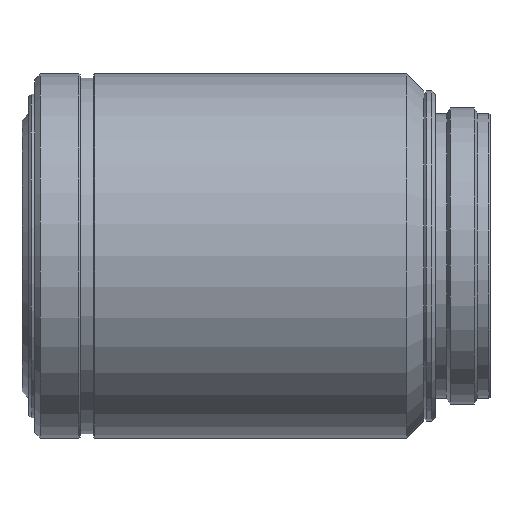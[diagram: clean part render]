
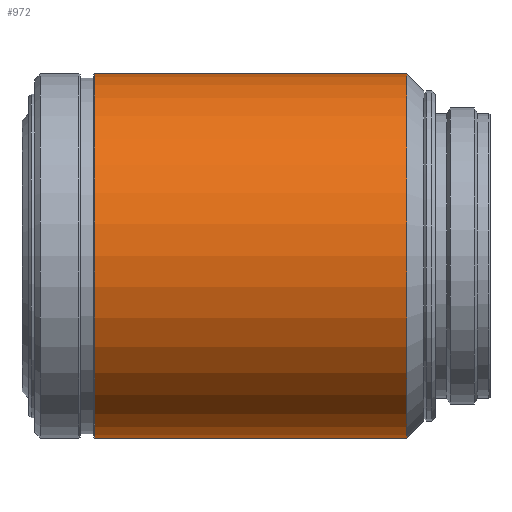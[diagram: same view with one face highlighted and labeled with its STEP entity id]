
A CAD part, top view. The second image highlights one B-rep face of the part: STEP entity #972.
In plain terms, the highlighted cylindrical face has radius 16 mm (diameter 32 mm), a partial arc.
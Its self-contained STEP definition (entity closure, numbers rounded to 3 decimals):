
#14 = EDGE_LOOP ( 'NONE', ( #1092, #56, #709, #503 ) ) ;
#41 = AXIS2_PLACEMENT_3D ( 'NONE', #767, #1017, #1023 ) ;
#56 = ORIENTED_EDGE ( 'NONE', *, *, #1457, .F. ) ;
#79 = CARTESIAN_POINT ( 'NONE',  ( 17.46, 16., 0. ) ) ;
#107 = VERTEX_POINT ( 'NONE', #1005 ) ;
#132 = VERTEX_POINT ( 'NONE', #763 ) ;
#153 = VERTEX_POINT ( 'NONE', #937 ) ;
#191 = DIRECTION ( 'NONE',  ( 0., 1., 0. ) ) ;
#300 = CARTESIAN_POINT ( 'NONE',  ( -9.94, 0., 0. ) ) ;
#427 = FACE_OUTER_BOUND ( 'NONE', #14, .T. ) ;
#452 = DIRECTION ( 'NONE',  ( 1., 0., 0. ) ) ;
#479 = VERTEX_POINT ( 'NONE', #79 ) ;
#486 = EDGE_CURVE ( 'NONE', #107, #479, #564, .T. ) ;
#503 = ORIENTED_EDGE ( 'NONE', *, *, #990, .T. ) ;
#519 = AXIS2_PLACEMENT_3D ( 'NONE', #1472, #669, #933 ) ;
#520 = EDGE_CURVE ( 'NONE', #132, #153, #557, .T. ) ;
#549 = DIRECTION ( 'NONE',  ( 1., 0., 0. ) ) ;
#557 = LINE ( 'NONE', #1001, #769 ) ;
#564 = LINE ( 'NONE', #910, #964 ) ;
#639 = CIRCLE ( 'NONE', #519, 16. ) ;
#669 = DIRECTION ( 'NONE',  ( 1., 0., 0. ) ) ;
#709 = ORIENTED_EDGE ( 'NONE', *, *, #486, .F. ) ;
#763 = CARTESIAN_POINT ( 'NONE',  ( -9.94, -16., 0. ) ) ;
#767 = CARTESIAN_POINT ( 'NONE',  ( 3.76, 0., 0. ) ) ;
#769 = VECTOR ( 'NONE', #778, 1000. ) ;
#777 = CYLINDRICAL_SURFACE ( 'NONE', #41, 16. ) ;
#778 = DIRECTION ( 'NONE',  ( 1., 0., 0. ) ) ;
#845 = CIRCLE ( 'NONE', #1230, 16. ) ;
#910 = CARTESIAN_POINT ( 'NONE',  ( 3.76, 16., 0. ) ) ;
#933 = DIRECTION ( 'NONE',  ( 0., 1., 0. ) ) ;
#937 = CARTESIAN_POINT ( 'NONE',  ( 17.46, -16., 0. ) ) ;
#964 = VECTOR ( 'NONE', #452, 1000. ) ;
#972 = ADVANCED_FACE ( 'NONE', ( #427 ), #777, .T. ) ;
#990 = EDGE_CURVE ( 'NONE', #107, #132, #845, .T. ) ;
#1001 = CARTESIAN_POINT ( 'NONE',  ( 3.76, -16., 0. ) ) ;
#1005 = CARTESIAN_POINT ( 'NONE',  ( -9.94, 16., 0. ) ) ;
#1017 = DIRECTION ( 'NONE',  ( 1., 0., 0. ) ) ;
#1023 = DIRECTION ( 'NONE',  ( 0., -1., 0. ) ) ;
#1092 = ORIENTED_EDGE ( 'NONE', *, *, #520, .T. ) ;
#1230 = AXIS2_PLACEMENT_3D ( 'NONE', #300, #549, #191 ) ;
#1457 = EDGE_CURVE ( 'NONE', #479, #153, #639, .T. ) ;
#1472 = CARTESIAN_POINT ( 'NONE',  ( 17.46, 0., 0. ) ) ;
